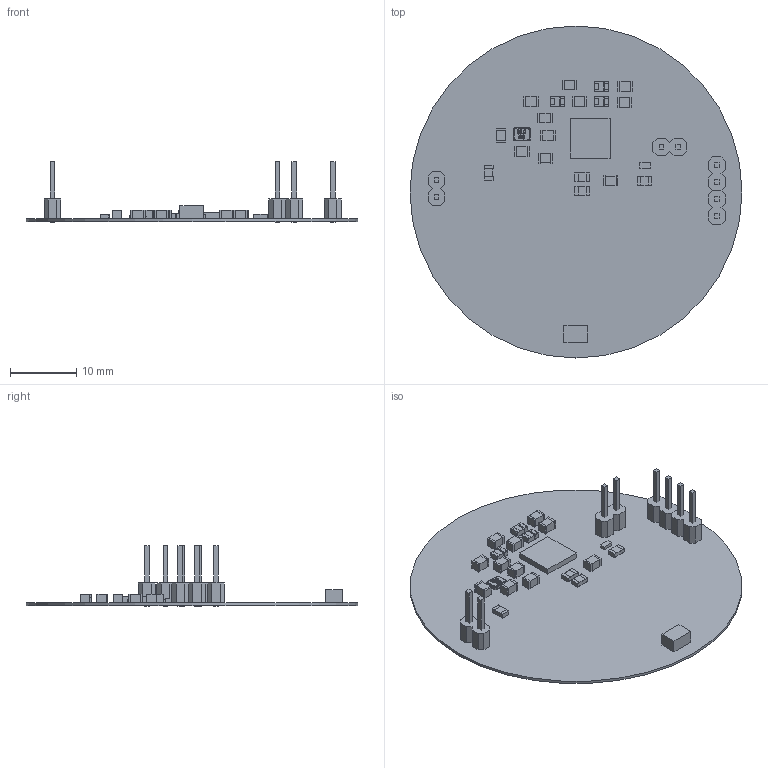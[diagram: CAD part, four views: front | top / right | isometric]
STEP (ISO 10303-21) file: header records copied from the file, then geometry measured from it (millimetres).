
FILE_DESCRIPTION(('Open CASCADE Model'),'2;1');
FILE_NAME('Open CASCADE Shape Model','2018-07-01T06:21:10',('Author'),( 'Open CASCADE'),'Open CASCADE STEP processor 6.8','Open CASCADE 6.8' ,'Unknown');
FILE_SCHEMA(('AUTOMOTIVE_DESIGN { 1 0 10303 214 1 1 1 1 }'));
Length unit declared in the file: millimetre
Products named in the file (45): PCB; Board; R1; RES_0805_(2012_metric); R9; R12; THERMISTOR; 6562638400; Extruded; 6562638592; SW1; 6562638976; P5; P3; 6562638784; C1; CAP_0805; C2; C3; C4; C5; C6; C7; C8; C10; C11; C12; L1; IND_BOURNS_CE201210_A; 6537655872; L2; L3; LED1; 6562639360; U1; 6562638016; X1; User_Library-GeyerElectronics_KX6; R11
Assembly tree (70 placements, depth 4):
  PCB
    Board
    R1
      RES_0805_(2012_metric)
    R9
      RES_0805_(2012_metric)
    R12
      RES_0805_(2012_metric)
    THERMISTOR
      6562638400  x2
        Extruded
      6562638592
        Extruded
    SW1
      6562638976
        Extruded
    P5
      6562638592  x2
        Extruded
      6562638400  x4
        Extruded
    P3
      6562638400  x2
        Extruded
      6562638784
        Extruded
    C1
      CAP_0805
    C2
      CAP_0805
    C3
      CAP_0805
    C4
      CAP_0805
    C5
      CAP_0805
    C6
      CAP_0805
    C7
      CAP_0805
    C8
      CAP_0805
    C10
      CAP_0805
    C11
      CAP_0805
    C12
      CAP_0805
    L1
      IND_BOURNS_CE201210_A
      6537655872
        Extruded
    L2
      IND_BOURNS_CE201210_A
      6537655872
        Extruded
    L3
      IND_BOURNS_CE201210_A
      6537655872
        Extruded
Bounding box: 50 x 50 x 9.1 mm (x, y, z)
Volume: 1083.3 mm3; surface area: 4913.1 mm2
Topology: 35 solids, 149 shells, 752 faces, 2064 edges, 1528 vertices
Faces by surface type: plane 666, bspline 41, cylinder 31, torus 14
Full cylindrical faces by diameter (mm): 0.9 x8, 50 x1
Entity records: 15832 total; most frequent: CARTESIAN_POINT 4850, ORIENTED_EDGE 1652, DIRECTION 1628, EDGE_CURVE 914, LINE 744, VECTOR 744, VERTEX_POINT 652, AXIS2_PLACEMENT_3D 442
